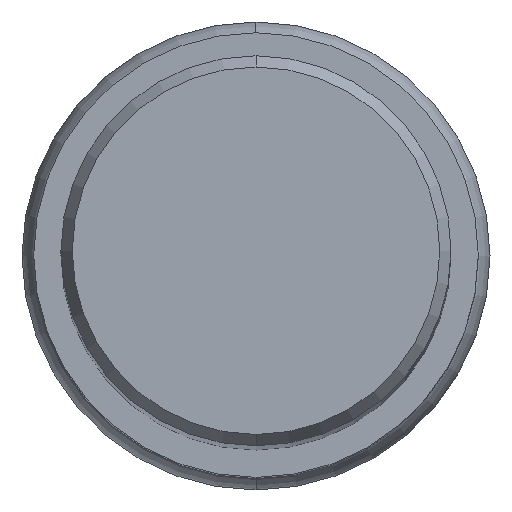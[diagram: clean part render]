
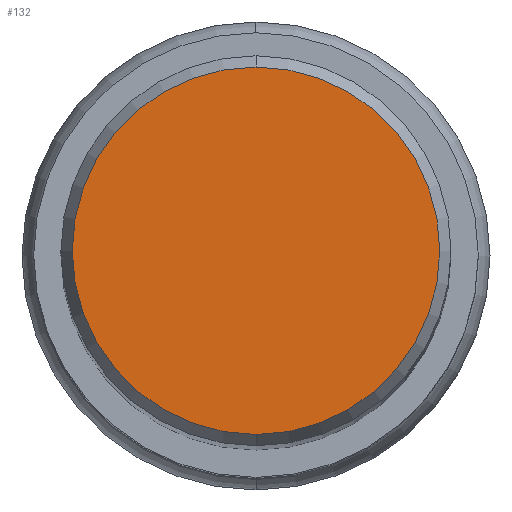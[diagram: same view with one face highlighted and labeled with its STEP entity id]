
A CAD part, top view. The second image highlights one B-rep face of the part: STEP entity #132.
In plain terms, the highlighted planar face has unit normal (0, 0, 1).
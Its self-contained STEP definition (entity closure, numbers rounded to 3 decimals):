
#102=VERTEX_POINT('',#259);
#128=EDGE_CURVE('',#102,#220,#288,.T.);
#132=ADVANCED_FACE('',(#293),#294,.T.);
#208=EDGE_CURVE('',#220,#102,#379,.T.);
#220=VERTEX_POINT('',#392);
#259=CARTESIAN_POINT('',(0.0,14.958,0.0));
#288=CIRCLE('',#460,14.958);
#293=FACE_OUTER_BOUND('',#465,.T.);
#294=PLANE('',#466);
#379=CIRCLE('',#570,14.958);
#392=CARTESIAN_POINT('',(0.,-14.958,0.0));
#460=AXIS2_PLACEMENT_3D('',#658,#659,#660);
#465=EDGE_LOOP('',(#670,#671));
#466=AXIS2_PLACEMENT_3D('',#672,#673,#674);
#570=AXIS2_PLACEMENT_3D('',#787,#788,#789);
#658=CARTESIAN_POINT('',(0.0,0.0,0.0));
#659=DIRECTION('',(0.0,0.0,-1.0));
#660=DIRECTION('',(0.0,1.0,0.0));
#670=ORIENTED_EDGE('',*,*,#128,.F.);
#671=ORIENTED_EDGE('',*,*,#208,.F.);
#672=CARTESIAN_POINT('',(0.0,7.479,0.0));
#673=DIRECTION('',(-0.0,0.0,1.0));
#674=DIRECTION('',(0.0,-1.0,0.0));
#787=CARTESIAN_POINT('',(0.0,0.0,0.0));
#788=DIRECTION('',(0.0,0.0,-1.0));
#789=DIRECTION('',(0.0,1.0,0.0));
